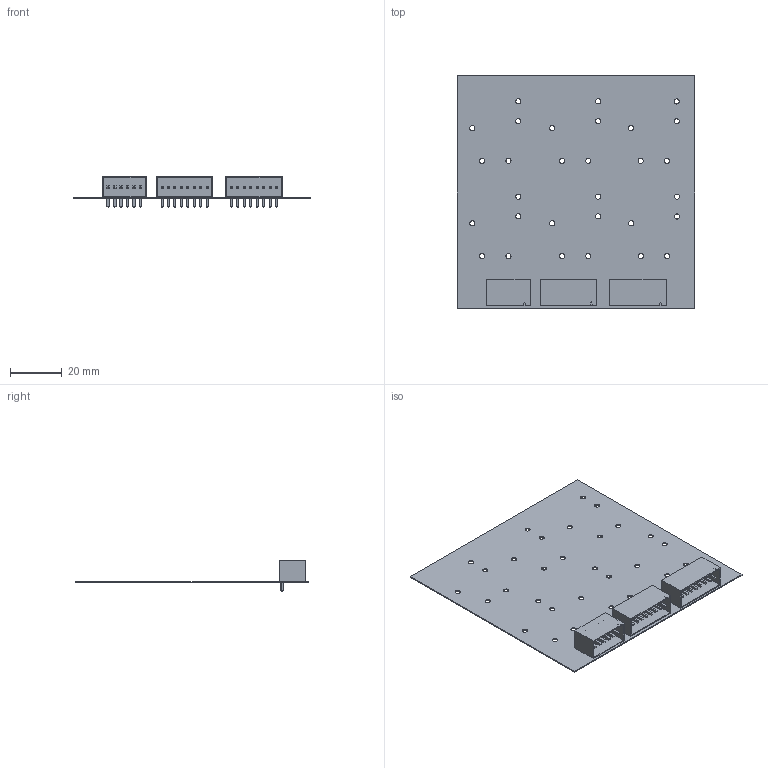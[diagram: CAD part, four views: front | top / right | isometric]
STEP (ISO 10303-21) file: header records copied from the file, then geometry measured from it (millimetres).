
FILE_DESCRIPTION(('Open CASCADE Model'),'2;1');
FILE_NAME('Open CASCADE Shape Model','2024-06-12T23:25:01',('Author'),( 'Open CASCADE'),'Open CASCADE STEP processor 7.5','Open CASCADE 7.5' ,'Unknown');
FILE_SCHEMA(('AUTOMOTIVE_DESIGN { 1 0 10303 214 1 1 1 1 }'));
Length unit declared in the file: millimetre
Products named in the file (12): PCB; Board; Open CASCADE STEP translator 7.5 1.1.1; J2; 6182652064; Body; LeadsArray; J1; J3; 6182645904
Assembly tree (12 placements, depth 4):
  PCB
    Board
      Open CASCADE STEP translator 7.5 1.1.1
    J2
      6182652064
        Body
        LeadsArray
    J1
      6182652064
        Body
        LeadsArray
    J3
      6182645904
        Body
        LeadsArray
Bounding box: 92.08 x 90.17 x 12 mm (x, y, z)
Volume: 5583.9 mm3; surface area: 21743.4 mm2
Topology: 26 solids, 26 shells, 496 faces, 1147 edges, 706 vertices
Faces by surface type: plane 400, cylinder 96
Full cylindrical faces by diameter (mm): 1.35 x16, 1.6 x6, 2 x30
Entity records: 10035 total; most frequent: DIRECTION 1656, CARTESIAN_POINT 1637, ORIENTED_EDGE 1588, EDGE_CURVE 794, LINE 634, VECTOR 634, AXIS2_PLACEMENT_3D 511, VERTEX_POINT 492
